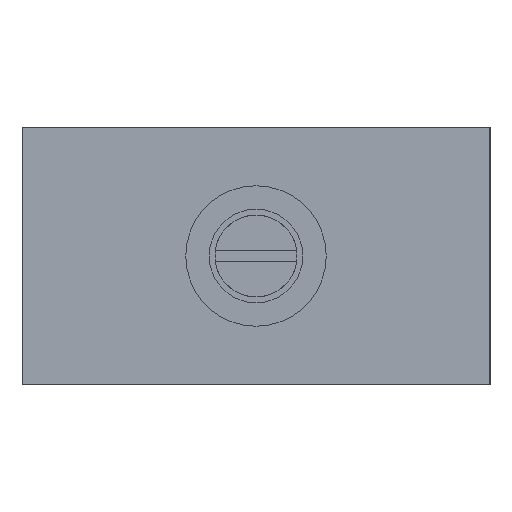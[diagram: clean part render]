
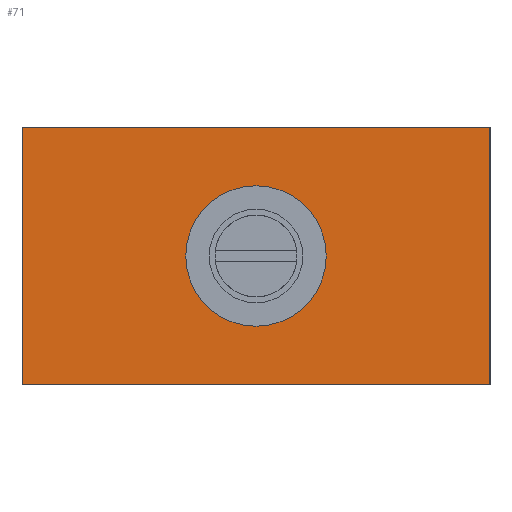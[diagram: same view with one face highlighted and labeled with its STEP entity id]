
A CAD part, left-side view. The second image highlights one B-rep face of the part: STEP entity #71.
In plain terms, the highlighted planar face has unit normal (-1, 0, 0).
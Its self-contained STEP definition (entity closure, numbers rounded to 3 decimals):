
#71 = ADVANCED_FACE ( 'NONE', ( #196, #795 ), #1817, .T. ) ;
#87 = EDGE_CURVE ( 'NONE', #1440, #293, #528, .T. ) ;
#119 = EDGE_LOOP ( 'NONE', ( #1174, #770 ) ) ;
#154 = CARTESIAN_POINT ( 'NONE',  ( -46., -33.785, 16.048 ) ) ;
#170 = VECTOR ( 'NONE', #1830, 1000. ) ;
#171 = LINE ( 'NONE', #1936, #1732 ) ;
#196 = FACE_BOUND ( 'NONE', #119, .T. ) ;
#232 = VERTEX_POINT ( 'NONE', #1092 ) ;
#268 = DIRECTION ( 'NONE',  ( 0., 0., -1. ) ) ;
#286 = DIRECTION ( 'NONE',  ( 0., 1., 0. ) ) ;
#289 = DIRECTION ( 'NONE',  ( 1., 0., 0. ) ) ;
#293 = VERTEX_POINT ( 'NONE', #1131 ) ;
#433 = VECTOR ( 'NONE', #1535, 1000. ) ;
#519 = ORIENTED_EDGE ( 'NONE', *, *, #1179, .F. ) ;
#528 = CIRCLE ( 'NONE', #1269, 6. ) ;
#529 = EDGE_CURVE ( 'NONE', #232, #1358, #171, .T. ) ;
#542 = CARTESIAN_POINT ( 'NONE',  ( -46., -13.785, 5.048 ) ) ;
#554 = EDGE_CURVE ( 'NONE', #293, #1440, #1871, .T. ) ;
#648 = VECTOR ( 'NONE', #268, 1000. ) ;
#656 = CARTESIAN_POINT ( 'NONE',  ( -46., -33.785, 5.048 ) ) ;
#695 = EDGE_CURVE ( 'NONE', #1771, #1358, #1688, .T. ) ;
#770 = ORIENTED_EDGE ( 'NONE', *, *, #554, .T. ) ;
#795 = FACE_OUTER_BOUND ( 'NONE', #1088, .T. ) ;
#801 = EDGE_CURVE ( 'NONE', #1771, #1741, #938, .T. ) ;
#911 = DIRECTION ( 'NONE',  ( -1., 0., 0. ) ) ;
#938 = LINE ( 'NONE', #656, #170 ) ;
#1052 = LINE ( 'NONE', #1788, #648 ) ;
#1066 = CARTESIAN_POINT ( 'NONE',  ( -46., -13.785, 5.048 ) ) ;
#1088 = EDGE_LOOP ( 'NONE', ( #1202, #1351, #1589, #519 ) ) ;
#1092 = CARTESIAN_POINT ( 'NONE',  ( -46., -53.785, 27.048 ) ) ;
#1131 = CARTESIAN_POINT ( 'NONE',  ( -46., -33.785, 22.048 ) ) ;
#1174 = ORIENTED_EDGE ( 'NONE', *, *, #87, .T. ) ;
#1179 = EDGE_CURVE ( 'NONE', #232, #1741, #1052, .T. ) ;
#1202 = ORIENTED_EDGE ( 'NONE', *, *, #529, .T. ) ;
#1227 = CARTESIAN_POINT ( 'NONE',  ( -46., -53.785, 5.048 ) ) ;
#1269 = AXIS2_PLACEMENT_3D ( 'NONE', #154, #289, #1510 ) ;
#1340 = DIRECTION ( 'NONE',  ( 0., 0., -1. ) ) ;
#1351 = ORIENTED_EDGE ( 'NONE', *, *, #695, .F. ) ;
#1358 = VERTEX_POINT ( 'NONE', #1388 ) ;
#1388 = CARTESIAN_POINT ( 'NONE',  ( -46., -13.785, 27.048 ) ) ;
#1429 = CARTESIAN_POINT ( 'NONE',  ( -46., -33.785, 10.048 ) ) ;
#1440 = VERTEX_POINT ( 'NONE', #1429 ) ;
#1493 = CARTESIAN_POINT ( 'NONE',  ( -46., -33.785, 16.048 ) ) ;
#1510 = DIRECTION ( 'NONE',  ( 0., 0., -1. ) ) ;
#1535 = DIRECTION ( 'NONE',  ( 0., 0., 1. ) ) ;
#1571 = AXIS2_PLACEMENT_3D ( 'NONE', #1066, #911, #1660 ) ;
#1589 = ORIENTED_EDGE ( 'NONE', *, *, #801, .T. ) ;
#1639 = DIRECTION ( 'NONE',  ( 1., 0., 0. ) ) ;
#1650 = CARTESIAN_POINT ( 'NONE',  ( -46., -13.785, 16.048 ) ) ;
#1660 = DIRECTION ( 'NONE',  ( 0., -1., 0. ) ) ;
#1688 = LINE ( 'NONE', #1650, #433 ) ;
#1732 = VECTOR ( 'NONE', #286, 1000. ) ;
#1741 = VERTEX_POINT ( 'NONE', #1227 ) ;
#1771 = VERTEX_POINT ( 'NONE', #542 ) ;
#1788 = CARTESIAN_POINT ( 'NONE',  ( -46., -53.785, 16.048 ) ) ;
#1817 = PLANE ( 'NONE',  #1571 ) ;
#1830 = DIRECTION ( 'NONE',  ( 0., -1., 0. ) ) ;
#1871 = CIRCLE ( 'NONE', #1929, 6. ) ;
#1929 = AXIS2_PLACEMENT_3D ( 'NONE', #1493, #1639, #1340 ) ;
#1936 = CARTESIAN_POINT ( 'NONE',  ( -46., -33.785, 27.048 ) ) ;
